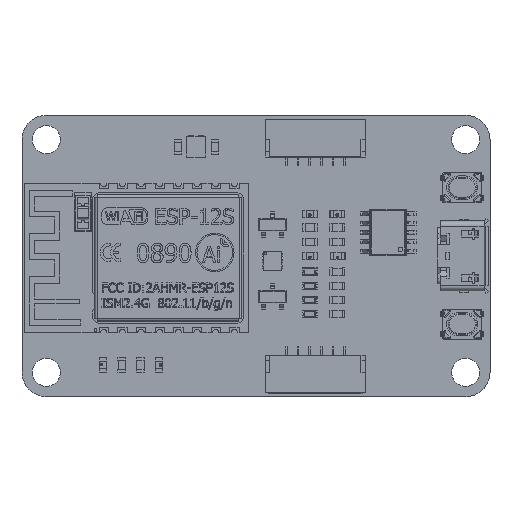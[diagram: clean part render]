
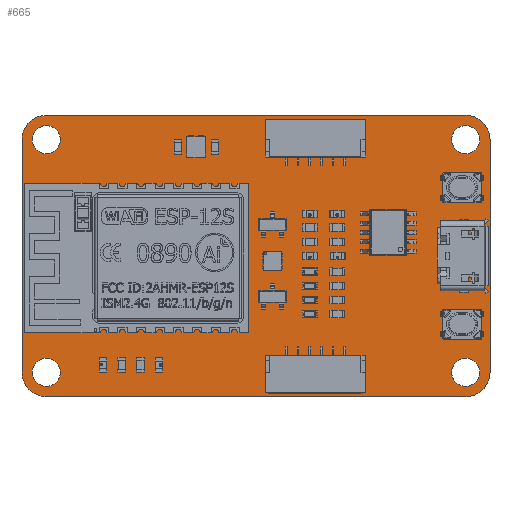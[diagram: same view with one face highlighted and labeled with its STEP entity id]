
A CAD part, top view. The second image highlights one B-rep face of the part: STEP entity #665.
In plain terms, the highlighted planar face has unit normal (0, 0, 1).
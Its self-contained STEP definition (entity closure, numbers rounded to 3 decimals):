
#184 = VERTEX_POINT('',#185);
#185 = CARTESIAN_POINT('',(25.336,27.979,1.691));
#191 = EDGE_CURVE('',#184,#192,#194,.T.);
#192 = VERTEX_POINT('',#193);
#193 = CARTESIAN_POINT('',(25.336,52.86,1.691));
#194 = LINE('',#195,#196);
#195 = CARTESIAN_POINT('',(25.336,27.979,1.691));
#196 = VECTOR('',#197,1.);
#197 = DIRECTION('',(0.,1.,0.));
#222 = EDGE_CURVE('',#192,#223,#225,.T.);
#223 = VERTEX_POINT('',#224);
#224 = CARTESIAN_POINT('',(27.968,55.464,1.691));
#225 = CIRCLE('',#226,2.605);
#226 = AXIS2_PLACEMENT_3D('',#227,#228,#229);
#227 = CARTESIAN_POINT('',(27.941,52.859,1.691));
#228 = DIRECTION('',(0.,0.,-1.));
#229 = DIRECTION('',(-1.,0.,0.));
#255 = EDGE_CURVE('',#223,#256,#258,.T.);
#256 = VERTEX_POINT('',#257);
#257 = CARTESIAN_POINT('',(72.891,55.464,1.691));
#258 = LINE('',#259,#260);
#259 = CARTESIAN_POINT('',(27.968,55.464,1.691));
#260 = VECTOR('',#261,1.);
#261 = DIRECTION('',(1.,0.,0.));
#286 = EDGE_CURVE('',#256,#287,#289,.T.);
#287 = VERTEX_POINT('',#288);
#288 = CARTESIAN_POINT('',(75.464,52.886,1.691));
#289 = CIRCLE('',#290,2.606);
#290 = AXIS2_PLACEMENT_3D('',#291,#292,#293);
#291 = CARTESIAN_POINT('',(72.859,52.859,1.691));
#292 = DIRECTION('',(0.,0.,-1.));
#293 = DIRECTION('',(0.012,1.,0.));
#319 = EDGE_CURVE('',#287,#320,#322,.T.);
#320 = VERTEX_POINT('',#321);
#321 = CARTESIAN_POINT('',(75.464,27.902,1.691));
#322 = LINE('',#323,#324);
#323 = CARTESIAN_POINT('',(75.464,52.886,1.691));
#324 = VECTOR('',#325,1.);
#325 = DIRECTION('',(0.,-1.,0.));
#350 = EDGE_CURVE('',#320,#351,#353,.T.);
#351 = VERTEX_POINT('',#352);
#352 = CARTESIAN_POINT('',(72.892,25.336,1.691));
#353 = CIRCLE('',#354,2.606);
#354 = AXIS2_PLACEMENT_3D('',#355,#356,#357);
#355 = CARTESIAN_POINT('',(72.858,27.942,1.691));
#356 = DIRECTION('',(0.,0.,-1.));
#357 = DIRECTION('',(1.,-0.015,0.));
#383 = EDGE_CURVE('',#351,#384,#386,.T.);
#384 = VERTEX_POINT('',#385);
#385 = CARTESIAN_POINT('',(27.94,25.336,1.691));
#386 = LINE('',#387,#388);
#387 = CARTESIAN_POINT('',(72.892,25.336,1.691));
#388 = VECTOR('',#389,1.);
#389 = DIRECTION('',(-1.,0.,0.));
#414 = EDGE_CURVE('',#384,#184,#415,.T.);
#415 = CIRCLE('',#416,2.606);
#416 = AXIS2_PLACEMENT_3D('',#417,#418,#419);
#417 = CARTESIAN_POINT('',(27.941,27.942,1.691));
#418 = DIRECTION('',(0.,0.,-1.));
#419 = DIRECTION('',(0.,-1.,0.));
#440 = VERTEX_POINT('',#441);
#441 = CARTESIAN_POINT('',(29.44,27.94,1.691));
#447 = EDGE_CURVE('',#440,#440,#448,.T.);
#448 = CIRCLE('',#449,1.5);
#449 = AXIS2_PLACEMENT_3D('',#450,#451,#452);
#450 = CARTESIAN_POINT('',(27.94,27.94,1.691));
#451 = DIRECTION('',(0.,0.,1.));
#452 = DIRECTION('',(1.,0.,0.));
#473 = VERTEX_POINT('',#474);
#474 = CARTESIAN_POINT('',(29.44,52.86,1.691));
#480 = EDGE_CURVE('',#473,#473,#481,.T.);
#481 = CIRCLE('',#482,1.5);
#482 = AXIS2_PLACEMENT_3D('',#483,#484,#485);
#483 = CARTESIAN_POINT('',(27.94,52.86,1.691));
#484 = DIRECTION('',(0.,0.,1.));
#485 = DIRECTION('',(1.,0.,0.));
#506 = VERTEX_POINT('',#507);
#507 = CARTESIAN_POINT('',(71.172,42.4,1.691));
#513 = EDGE_CURVE('',#506,#506,#514,.T.);
#514 = CIRCLE('',#515,0.275);
#515 = AXIS2_PLACEMENT_3D('',#516,#517,#518);
#516 = CARTESIAN_POINT('',(70.897,42.4,1.691));
#517 = DIRECTION('',(0.,0.,1.));
#518 = DIRECTION('',(1.,0.,0.));
#539 = VERTEX_POINT('',#540);
#540 = CARTESIAN_POINT('',(74.36,27.94,1.691));
#546 = EDGE_CURVE('',#539,#539,#547,.T.);
#547 = CIRCLE('',#548,1.5);
#548 = AXIS2_PLACEMENT_3D('',#549,#550,#551);
#549 = CARTESIAN_POINT('',(72.86,27.94,1.691));
#550 = DIRECTION('',(0.,0.,1.));
#551 = DIRECTION('',(1.,0.,0.));
#572 = VERTEX_POINT('',#573);
#573 = CARTESIAN_POINT('',(71.172,38.4,1.691));
#579 = EDGE_CURVE('',#572,#572,#580,.T.);
#580 = CIRCLE('',#581,0.275);
#581 = AXIS2_PLACEMENT_3D('',#582,#583,#584);
#582 = CARTESIAN_POINT('',(70.897,38.4,1.691));
#583 = DIRECTION('',(0.,0.,1.));
#584 = DIRECTION('',(1.,0.,0.));
#605 = VERTEX_POINT('',#606);
#606 = CARTESIAN_POINT('',(74.36,52.86,1.691));
#612 = EDGE_CURVE('',#605,#605,#613,.T.);
#613 = CIRCLE('',#614,1.5);
#614 = AXIS2_PLACEMENT_3D('',#615,#616,#617);
#615 = CARTESIAN_POINT('',(72.86,52.86,1.691));
#616 = DIRECTION('',(0.,0.,1.));
#617 = DIRECTION('',(1.,0.,0.));
#665 = ADVANCED_FACE('',(#666,#676,#679,#682,#685,#688,#691),#694,.T.);
#666 = FACE_BOUND('',#667,.F.);
#667 = EDGE_LOOP('',(#668,#669,#670,#671,#672,#673,#674,#675));
#668 = ORIENTED_EDGE('',*,*,#191,.T.);
#669 = ORIENTED_EDGE('',*,*,#222,.T.);
#670 = ORIENTED_EDGE('',*,*,#255,.T.);
#671 = ORIENTED_EDGE('',*,*,#286,.T.);
#672 = ORIENTED_EDGE('',*,*,#319,.T.);
#673 = ORIENTED_EDGE('',*,*,#350,.T.);
#674 = ORIENTED_EDGE('',*,*,#383,.T.);
#675 = ORIENTED_EDGE('',*,*,#414,.T.);
#676 = FACE_BOUND('',#677,.T.);
#677 = EDGE_LOOP('',(#678));
#678 = ORIENTED_EDGE('',*,*,#447,.F.);
#679 = FACE_BOUND('',#680,.T.);
#680 = EDGE_LOOP('',(#681));
#681 = ORIENTED_EDGE('',*,*,#480,.F.);
#682 = FACE_BOUND('',#683,.T.);
#683 = EDGE_LOOP('',(#684));
#684 = ORIENTED_EDGE('',*,*,#513,.F.);
#685 = FACE_BOUND('',#686,.T.);
#686 = EDGE_LOOP('',(#687));
#687 = ORIENTED_EDGE('',*,*,#546,.F.);
#688 = FACE_BOUND('',#689,.T.);
#689 = EDGE_LOOP('',(#690));
#690 = ORIENTED_EDGE('',*,*,#579,.F.);
#691 = FACE_BOUND('',#692,.T.);
#692 = EDGE_LOOP('',(#693));
#693 = ORIENTED_EDGE('',*,*,#612,.F.);
#694 = PLANE('',#695);
#695 = AXIS2_PLACEMENT_3D('',#696,#697,#698);
#696 = CARTESIAN_POINT('',(25.336,27.979,1.691));
#697 = DIRECTION('',(0.,0.,1.));
#698 = DIRECTION('',(1.,0.,0.));
